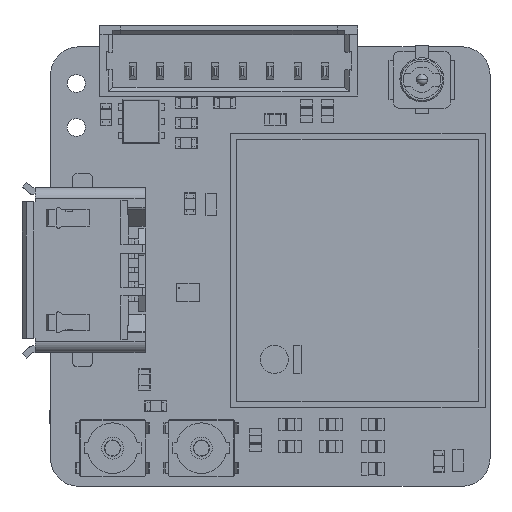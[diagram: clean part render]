
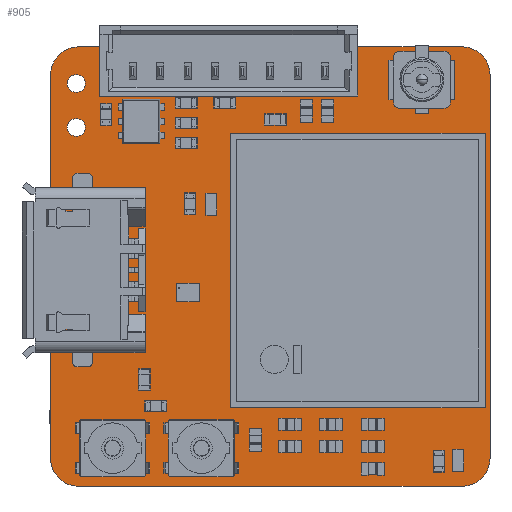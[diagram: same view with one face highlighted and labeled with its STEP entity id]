
A CAD part, top view. The second image highlights one B-rep face of the part: STEP entity #905.
In plain terms, the highlighted planar face has unit normal (0, 0, 1).
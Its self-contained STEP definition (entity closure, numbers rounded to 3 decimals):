
#280 = VERTEX_POINT('',#281);
#281 = CARTESIAN_POINT('',(0.,1.27,1.644));
#287 = EDGE_CURVE('',#280,#288,#290,.T.);
#288 = VERTEX_POINT('',#289);
#289 = CARTESIAN_POINT('',(0.,18.72,1.644
    ));
#290 = LINE('',#291,#292);
#291 = CARTESIAN_POINT('',(0.,1.27,1.644));
#292 = VECTOR('',#293,1.);
#293 = DIRECTION('',(0.,1.,0.));
#318 = EDGE_CURVE('',#288,#319,#321,.T.);
#319 = VERTEX_POINT('',#320);
#320 = CARTESIAN_POINT('',(1.27,19.99,1.644));
#321 = CIRCLE('',#322,1.27);
#322 = AXIS2_PLACEMENT_3D('',#323,#324,#325);
#323 = CARTESIAN_POINT('',(1.27,18.72,1.644));
#324 = DIRECTION('',(0.,0.,-1.));
#325 = DIRECTION('',(-1.,0.,0.));
#351 = EDGE_CURVE('',#319,#352,#354,.T.);
#352 = VERTEX_POINT('',#353);
#353 = CARTESIAN_POINT('',(18.72,19.99,1.644));
#354 = LINE('',#355,#356);
#355 = CARTESIAN_POINT('',(1.27,19.99,1.644));
#356 = VECTOR('',#357,1.);
#357 = DIRECTION('',(1.,0.,0.));
#382 = EDGE_CURVE('',#352,#383,#385,.T.);
#383 = VERTEX_POINT('',#384);
#384 = CARTESIAN_POINT('',(19.99,18.72,1.644));
#385 = CIRCLE('',#386,1.27);
#386 = AXIS2_PLACEMENT_3D('',#387,#388,#389);
#387 = CARTESIAN_POINT('',(18.72,18.72,1.644));
#388 = DIRECTION('',(0.,0.,-1.));
#389 = DIRECTION('',(0.,1.,0.));
#415 = EDGE_CURVE('',#383,#416,#418,.T.);
#416 = VERTEX_POINT('',#417);
#417 = CARTESIAN_POINT('',(19.99,1.27,1.644));
#418 = LINE('',#419,#420);
#419 = CARTESIAN_POINT('',(19.99,18.72,1.644));
#420 = VECTOR('',#421,1.);
#421 = DIRECTION('',(0.,-1.,0.));
#446 = EDGE_CURVE('',#416,#447,#449,.T.);
#447 = VERTEX_POINT('',#448);
#448 = CARTESIAN_POINT('',(18.72,0.,
    1.644));
#449 = CIRCLE('',#450,1.27);
#450 = AXIS2_PLACEMENT_3D('',#451,#452,#453);
#451 = CARTESIAN_POINT('',(18.72,1.27,1.644));
#452 = DIRECTION('',(0.,0.,-1.));
#453 = DIRECTION('',(1.,0.,0.));
#479 = EDGE_CURVE('',#447,#480,#482,.T.);
#480 = VERTEX_POINT('',#481);
#481 = CARTESIAN_POINT('',(1.27,0.,1.644));
#482 = LINE('',#483,#484);
#483 = CARTESIAN_POINT('',(18.72,0.,1.644));
#484 = VECTOR('',#485,1.);
#485 = DIRECTION('',(-1.,0.,0.));
#510 = EDGE_CURVE('',#480,#280,#511,.T.);
#511 = CIRCLE('',#512,1.27);
#512 = AXIS2_PLACEMENT_3D('',#513,#514,#515);
#513 = CARTESIAN_POINT('',(1.27,1.27,1.644));
#514 = DIRECTION('',(0.,0.,-1.));
#515 = DIRECTION('',(0.,-1.,0.));
#536 = VERTEX_POINT('',#537);
#537 = CARTESIAN_POINT('',(1.574,18.323,1.644));
#543 = EDGE_CURVE('',#536,#536,#544,.T.);
#544 = CIRCLE('',#545,0.406);
#545 = AXIS2_PLACEMENT_3D('',#546,#547,#548);
#546 = CARTESIAN_POINT('',(1.168,18.323,1.644));
#547 = DIRECTION('',(0.,0.,1.));
#548 = DIRECTION('',(1.,0.,0.));
#569 = VERTEX_POINT('',#570);
#570 = CARTESIAN_POINT('',(1.574,16.323,1.644));
#576 = EDGE_CURVE('',#569,#569,#577,.T.);
#577 = CIRCLE('',#578,0.406);
#578 = AXIS2_PLACEMENT_3D('',#579,#580,#581);
#579 = CARTESIAN_POINT('',(1.168,16.323,1.644));
#580 = DIRECTION('',(0.,0.,1.));
#581 = DIRECTION('',(1.,0.,0.));
#602 = VERTEX_POINT('',#603);
#603 = CARTESIAN_POINT('',(3.984,18.847,1.644));
#609 = EDGE_CURVE('',#602,#602,#610,.T.);
#610 = CIRCLE('',#611,0.25);
#611 = AXIS2_PLACEMENT_3D('',#612,#613,#614);
#612 = CARTESIAN_POINT('',(3.734,18.847,1.644));
#613 = DIRECTION('',(0.,0.,1.));
#614 = DIRECTION('',(1.,0.,0.));
#635 = VERTEX_POINT('',#636);
#636 = CARTESIAN_POINT('',(6.484,18.847,1.644));
#642 = EDGE_CURVE('',#635,#635,#643,.T.);
#643 = CIRCLE('',#644,0.25);
#644 = AXIS2_PLACEMENT_3D('',#645,#646,#647);
#645 = CARTESIAN_POINT('',(6.234,18.847,1.644));
#646 = DIRECTION('',(0.,0.,1.));
#647 = DIRECTION('',(1.,0.,0.));
#668 = VERTEX_POINT('',#669);
#669 = CARTESIAN_POINT('',(5.234,18.847,1.644));
#675 = EDGE_CURVE('',#668,#668,#676,.T.);
#676 = CIRCLE('',#677,0.25);
#677 = AXIS2_PLACEMENT_3D('',#678,#679,#680);
#678 = CARTESIAN_POINT('',(4.984,18.847,1.644));
#679 = DIRECTION('',(0.,0.,1.));
#680 = DIRECTION('',(1.,0.,0.));
#701 = VERTEX_POINT('',#702);
#702 = CARTESIAN_POINT('',(11.484,18.847,1.644));
#708 = EDGE_CURVE('',#701,#701,#709,.T.);
#709 = CIRCLE('',#710,0.25);
#710 = AXIS2_PLACEMENT_3D('',#711,#712,#713);
#711 = CARTESIAN_POINT('',(11.234,18.847,1.644));
#712 = DIRECTION('',(0.,0.,1.));
#713 = DIRECTION('',(1.,0.,0.));
#734 = VERTEX_POINT('',#735);
#735 = CARTESIAN_POINT('',(12.734,18.847,1.644));
#741 = EDGE_CURVE('',#734,#734,#742,.T.);
#742 = CIRCLE('',#743,0.25);
#743 = AXIS2_PLACEMENT_3D('',#744,#745,#746);
#744 = CARTESIAN_POINT('',(12.484,18.847,1.644));
#745 = DIRECTION('',(0.,0.,1.));
#746 = DIRECTION('',(1.,0.,0.));
#767 = VERTEX_POINT('',#768);
#768 = CARTESIAN_POINT('',(7.734,18.847,1.644));
#774 = EDGE_CURVE('',#767,#767,#775,.T.);
#775 = CIRCLE('',#776,0.25);
#776 = AXIS2_PLACEMENT_3D('',#777,#778,#779);
#777 = CARTESIAN_POINT('',(7.484,18.847,1.644));
#778 = DIRECTION('',(0.,0.,1.));
#779 = DIRECTION('',(1.,0.,0.));
#800 = VERTEX_POINT('',#801);
#801 = CARTESIAN_POINT('',(10.234,18.847,1.644));
#807 = EDGE_CURVE('',#800,#800,#808,.T.);
#808 = CIRCLE('',#809,0.25);
#809 = AXIS2_PLACEMENT_3D('',#810,#811,#812);
#810 = CARTESIAN_POINT('',(9.984,18.847,1.644));
#811 = DIRECTION('',(0.,0.,1.));
#812 = DIRECTION('',(1.,0.,0.));
#833 = VERTEX_POINT('',#834);
#834 = CARTESIAN_POINT('',(8.984,18.847,1.644));
#840 = EDGE_CURVE('',#833,#833,#841,.T.);
#841 = CIRCLE('',#842,0.25);
#842 = AXIS2_PLACEMENT_3D('',#843,#844,#845);
#843 = CARTESIAN_POINT('',(8.734,18.847,1.644));
#844 = DIRECTION('',(0.,0.,1.));
#845 = DIRECTION('',(1.,0.,0.));
#905 = ADVANCED_FACE('',(#906,#916,#919,#922,#925,#928,#931,#934,#937,
    #940,#943),#946,.T.);
#906 = FACE_BOUND('',#907,.F.);
#907 = EDGE_LOOP('',(#908,#909,#910,#911,#912,#913,#914,#915));
#908 = ORIENTED_EDGE('',*,*,#287,.T.);
#909 = ORIENTED_EDGE('',*,*,#318,.T.);
#910 = ORIENTED_EDGE('',*,*,#351,.T.);
#911 = ORIENTED_EDGE('',*,*,#382,.T.);
#912 = ORIENTED_EDGE('',*,*,#415,.T.);
#913 = ORIENTED_EDGE('',*,*,#446,.T.);
#914 = ORIENTED_EDGE('',*,*,#479,.T.);
#915 = ORIENTED_EDGE('',*,*,#510,.T.);
#916 = FACE_BOUND('',#917,.T.);
#917 = EDGE_LOOP('',(#918));
#918 = ORIENTED_EDGE('',*,*,#543,.F.);
#919 = FACE_BOUND('',#920,.T.);
#920 = EDGE_LOOP('',(#921));
#921 = ORIENTED_EDGE('',*,*,#576,.F.);
#922 = FACE_BOUND('',#923,.T.);
#923 = EDGE_LOOP('',(#924));
#924 = ORIENTED_EDGE('',*,*,#609,.F.);
#925 = FACE_BOUND('',#926,.T.);
#926 = EDGE_LOOP('',(#927));
#927 = ORIENTED_EDGE('',*,*,#642,.F.);
#928 = FACE_BOUND('',#929,.T.);
#929 = EDGE_LOOP('',(#930));
#930 = ORIENTED_EDGE('',*,*,#675,.F.);
#931 = FACE_BOUND('',#932,.T.);
#932 = EDGE_LOOP('',(#933));
#933 = ORIENTED_EDGE('',*,*,#708,.F.);
#934 = FACE_BOUND('',#935,.T.);
#935 = EDGE_LOOP('',(#936));
#936 = ORIENTED_EDGE('',*,*,#741,.F.);
#937 = FACE_BOUND('',#938,.T.);
#938 = EDGE_LOOP('',(#939));
#939 = ORIENTED_EDGE('',*,*,#774,.F.);
#940 = FACE_BOUND('',#941,.T.);
#941 = EDGE_LOOP('',(#942));
#942 = ORIENTED_EDGE('',*,*,#807,.F.);
#943 = FACE_BOUND('',#944,.T.);
#944 = EDGE_LOOP('',(#945));
#945 = ORIENTED_EDGE('',*,*,#840,.F.);
#946 = PLANE('',#947);
#947 = AXIS2_PLACEMENT_3D('',#948,#949,#950);
#948 = CARTESIAN_POINT('',(0.,1.27,1.644));
#949 = DIRECTION('',(0.,0.,1.));
#950 = DIRECTION('',(1.,0.,0.));
